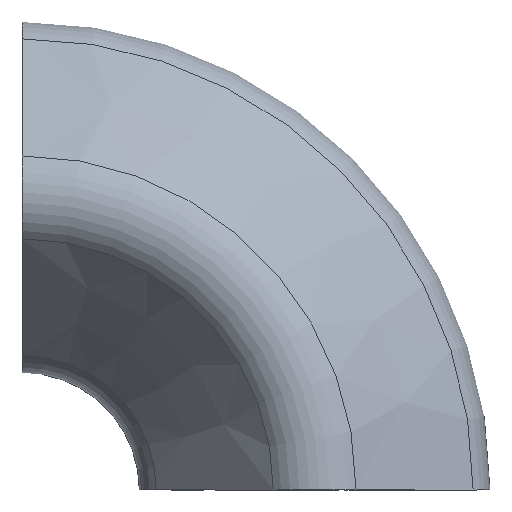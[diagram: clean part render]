
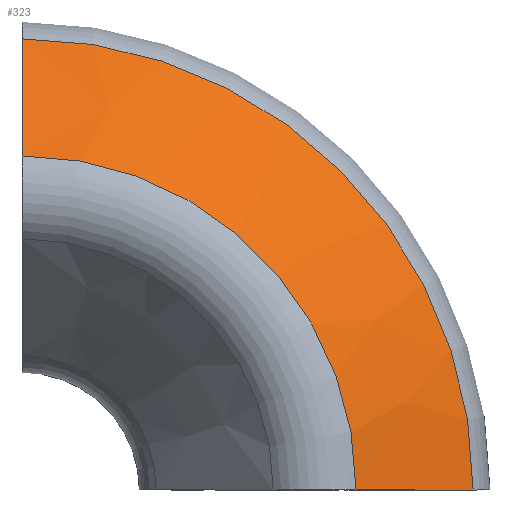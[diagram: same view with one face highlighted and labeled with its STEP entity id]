
A CAD part, left-side view. The second image highlights one B-rep face of the part: STEP entity #323.
In plain terms, the highlighted conical face has half-angle 45 degrees and reference radius 2.854 mm.
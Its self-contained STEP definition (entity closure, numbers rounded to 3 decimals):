
#49 = VERTEX_POINT('',#50);
#50 = CARTESIAN_POINT('',(-1.354,2.5,2.854)
  );
#57 = EDGE_CURVE('',#49,#58,#60,.T.);
#58 = VERTEX_POINT('',#59);
#59 = CARTESIAN_POINT('',(-0.354,2.5,3.854)
  );
#60 = LINE('',#61,#62);
#61 = CARTESIAN_POINT('',(-1.354,2.5,2.854)
  );
#62 = VECTOR('',#63,1.);
#63 = DIRECTION('',(0.707,0.,0.707));
#187 = VERTEX_POINT('',#188);
#188 = CARTESIAN_POINT('',(-1.354,-0.354,
    0.));
#195 = EDGE_CURVE('',#187,#196,#198,.T.);
#196 = VERTEX_POINT('',#197);
#197 = CARTESIAN_POINT('',(-0.354,-1.354,
    0.));
#198 = LINE('',#199,#200);
#199 = CARTESIAN_POINT('',(-1.354,-0.354,0.));
#200 = VECTOR('',#201,1.);
#201 = DIRECTION('',(0.707,-0.707,0.));
#311 = EDGE_CURVE('',#49,#187,#312,.T.);
#312 = CIRCLE('',#313,2.854);
#313 = AXIS2_PLACEMENT_3D('',#314,#315,#316);
#314 = CARTESIAN_POINT('',(-1.354,2.5,0.));
#315 = DIRECTION('',(1.,0.,-0.));
#316 = DIRECTION('',(0.,1.,0.));
#323 = ADVANCED_FACE('',(#324),#336,.T.);
#324 = FACE_BOUND('',#325,.T.);
#325 = EDGE_LOOP('',(#326,#327,#328,#335));
#326 = ORIENTED_EDGE('',*,*,#311,.T.);
#327 = ORIENTED_EDGE('',*,*,#195,.T.);
#328 = ORIENTED_EDGE('',*,*,#329,.F.);
#329 = EDGE_CURVE('',#58,#196,#330,.T.);
#330 = CIRCLE('',#331,3.854);
#331 = AXIS2_PLACEMENT_3D('',#332,#333,#334);
#332 = CARTESIAN_POINT('',(-0.354,2.5,0.));
#333 = DIRECTION('',(1.,0.,-0.));
#334 = DIRECTION('',(0.,1.,0.));
#335 = ORIENTED_EDGE('',*,*,#57,.F.);
#336 = CONICAL_SURFACE('',#337,2.854,0.785);
#337 = AXIS2_PLACEMENT_3D('',#338,#339,#340);
#338 = CARTESIAN_POINT('',(-1.354,2.5,0.));
#339 = DIRECTION('',(1.,0.,-0.));
#340 = DIRECTION('',(0.,1.,0.));
